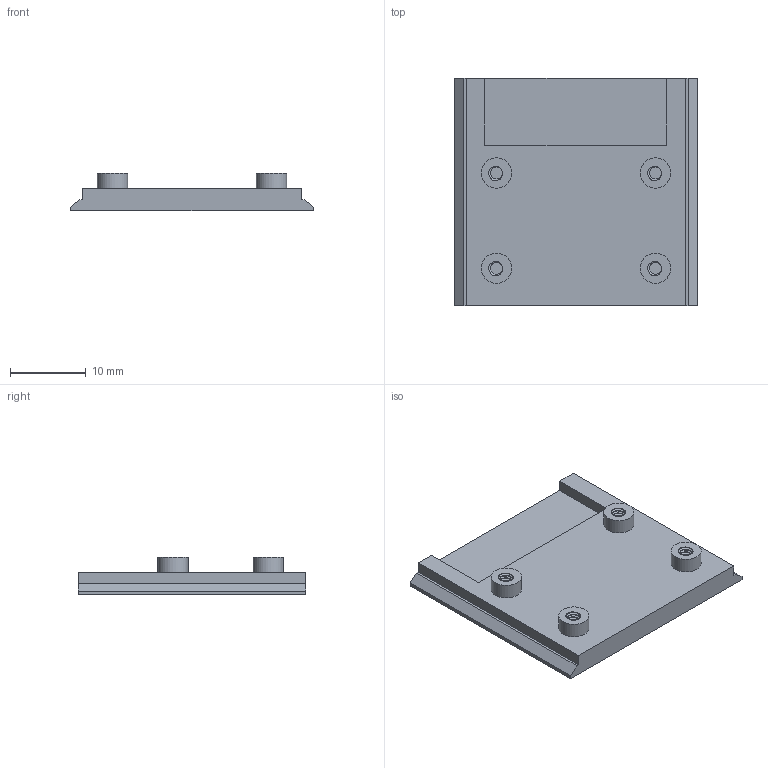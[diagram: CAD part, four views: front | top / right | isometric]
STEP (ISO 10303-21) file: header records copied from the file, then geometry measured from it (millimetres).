
FILE_DESCRIPTION(/* description */ (''),/* implementation_level */ '2;1');
FILE_NAME(/* name */ 'Camera Bracket.step',/* time_stamp */ '2020-02-15T14:14:58-06:00',/* author */ (''),/* organization */ (''),/* preprocessor_version */ 'ST-DEVELOPER v18',/* originating_system */ 'Autodesk Translation Framework v8.12.0.6',/* authorisation */ '');
FILE_SCHEMA (('AUTOMOTIVE_DESIGN { 1 0 10303 214 3 1 1 }'));
Length unit declared in the file: millimetre
Products named in the file (1): Camera Bracket
Bounding box: 32 x 30 x 5 mm (x, y, z)
Volume: 2460.1 mm3; surface area: 2515.5 mm2
Topology: 1 solids, 1 shells, 127 faces, 329 edges, 212 vertices
Faces by surface type: cylinder 95, plane 24, bspline 8
Full cylindrical faces by diameter (mm): 1.623 x35, 2.074 x40, 4 x4
Entity records: 8827 total; most frequent: CARTESIAN_POINT 6029, ORIENTED_EDGE 658, DIRECTION 425, EDGE_CURVE 329, VERTEX_POINT 212, B_SPLINE_CURVE_WITH_KNOTS 172, AXIS2_PLACEMENT_3D 148, EDGE_LOOP 135
